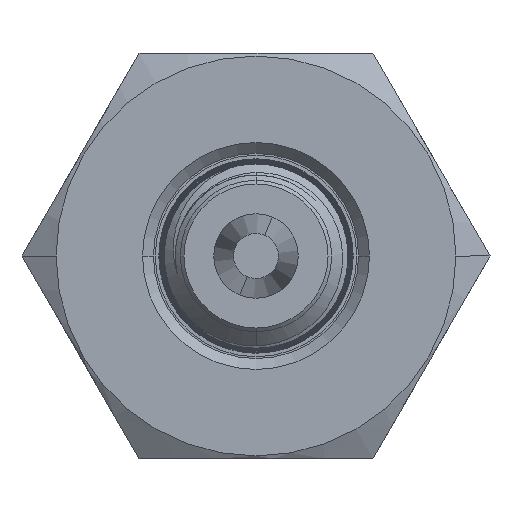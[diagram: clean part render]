
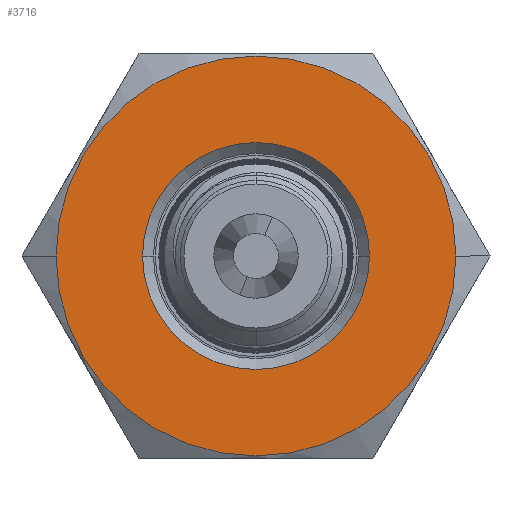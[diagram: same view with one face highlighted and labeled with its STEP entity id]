
A CAD part, left-side view. The second image highlights one B-rep face of the part: STEP entity #3716.
In plain terms, the highlighted planar face has unit normal (-1, 0, 0).
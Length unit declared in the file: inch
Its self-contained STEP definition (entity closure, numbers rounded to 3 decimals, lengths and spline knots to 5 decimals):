
#434 = CIRCLE ( 'NONE', #15280, 0.315 ) ;
#1224 = ORIENTED_EDGE ( 'NONE', *, *, #8487, .T. ) ;
#1460 = VERTEX_POINT ( 'NONE', #2647 ) ;
#1616 = PLANE ( 'NONE',  #18089 ) ;
#2314 = EDGE_CURVE ( 'NONE', #17236, #1460, #16578, .T. ) ;
#2637 = CARTESIAN_POINT ( 'NONE',  ( 2.28142, 0.30636, 0.08861 ) ) ;
#2647 = CARTESIAN_POINT ( 'NONE',  ( 2.28142, 0.62136, 0.08861 ) ) ;
#2668 = EDGE_CURVE ( 'NONE', #9024, #18157, #13252, .T. ) ;
#2753 = ORIENTED_EDGE ( 'NONE', *, *, #2314, .T. ) ;
#2842 = DIRECTION ( 'NONE',  ( 1., 0., 0. ) ) ;
#3037 = DIRECTION ( 'NONE',  ( -1., 0., 0. ) ) ;
#3148 = CARTESIAN_POINT ( 'NONE',  ( 2.28142, 0.30636, 0.08861 ) ) ;
#3716 = ADVANCED_FACE ( 'NONE', ( #6773, #9020 ), #1616, .T. ) ;
#3830 = EDGE_LOOP ( 'NONE', ( #2753, #1224 ) ) ;
#5805 = ORIENTED_EDGE ( 'NONE', *, *, #2668, .F. ) ;
#6773 = FACE_BOUND ( 'NONE', #3830, .T. ) ;
#7880 = AXIS2_PLACEMENT_3D ( 'NONE', #2637, #15480, #11332 ) ;
#7998 = DIRECTION ( 'NONE',  ( 0., 1., 0. ) ) ;
#8487 = EDGE_CURVE ( 'NONE', #1460, #17236, #434, .T. ) ;
#8939 = CARTESIAN_POINT ( 'NONE',  ( 2.28142, 0.30636, 0.08861 ) ) ;
#9020 = FACE_OUTER_BOUND ( 'NONE', #17509, .T. ) ;
#9024 = VERTEX_POINT ( 'NONE', #10694 ) ;
#9723 = CARTESIAN_POINT ( 'NONE',  ( 2.28142, 0.30636, 0.08861 ) ) ;
#10447 = AXIS2_PLACEMENT_3D ( 'NONE', #15440, #2842, #17524 ) ;
#10694 = CARTESIAN_POINT ( 'NONE',  ( 2.28142, 0.86136, 0.08861 ) ) ;
#10896 = DIRECTION ( 'NONE',  ( 0., 1., 0. ) ) ;
#11332 = DIRECTION ( 'NONE',  ( 0., 1., 0. ) ) ;
#11448 = CIRCLE ( 'NONE', #7880, 0.555 ) ;
#11965 = DIRECTION ( 'NONE',  ( 1., 0., 0. ) ) ;
#13252 = CIRCLE ( 'NONE', #10447, 0.555 ) ;
#13364 = ORIENTED_EDGE ( 'NONE', *, *, #14480, .F. ) ;
#14480 = EDGE_CURVE ( 'NONE', #18157, #9024, #11448, .T. ) ;
#15030 = CARTESIAN_POINT ( 'NONE',  ( 2.28142, -0.24864, 0.08861 ) ) ;
#15246 = DIRECTION ( 'NONE',  ( 1., 0., 0. ) ) ;
#15280 = AXIS2_PLACEMENT_3D ( 'NONE', #9723, #15246, #10896 ) ;
#15440 = CARTESIAN_POINT ( 'NONE',  ( 2.28142, 0.30636, 0.08861 ) ) ;
#15480 = DIRECTION ( 'NONE',  ( 1., 0., 0. ) ) ;
#15812 = DIRECTION ( 'NONE',  ( 0., -1., 0. ) ) ;
#15964 = AXIS2_PLACEMENT_3D ( 'NONE', #8939, #11965, #7998 ) ;
#16578 = CIRCLE ( 'NONE', #15964, 0.315 ) ;
#16889 = CARTESIAN_POINT ( 'NONE',  ( 2.28142, -0.00864, 0.08861 ) ) ;
#17236 = VERTEX_POINT ( 'NONE', #16889 ) ;
#17509 = EDGE_LOOP ( 'NONE', ( #5805, #13364 ) ) ;
#17524 = DIRECTION ( 'NONE',  ( 0., 1., 0. ) ) ;
#18089 = AXIS2_PLACEMENT_3D ( 'NONE', #3148, #3037, #15812 ) ;
#18157 = VERTEX_POINT ( 'NONE', #15030 ) ;
